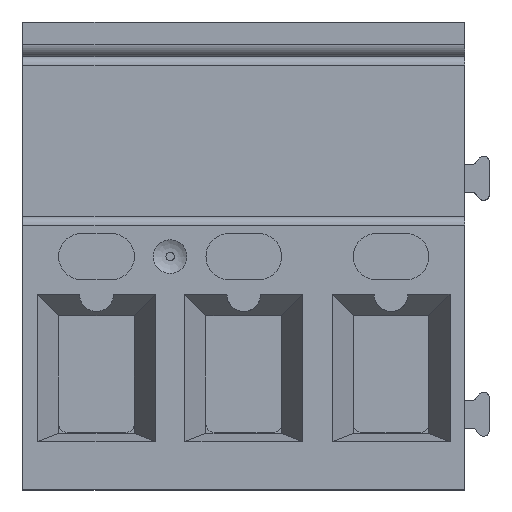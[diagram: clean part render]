
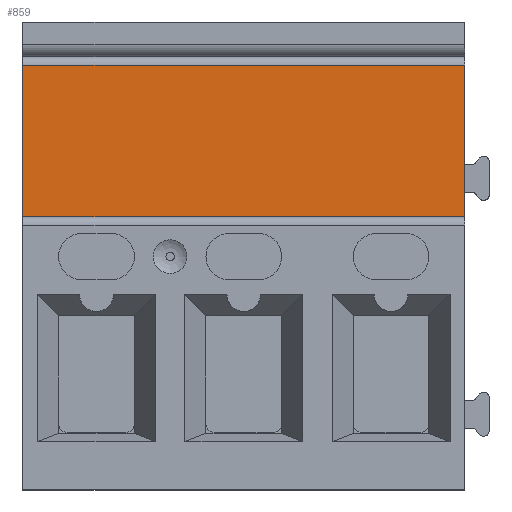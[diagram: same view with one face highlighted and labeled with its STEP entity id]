
A CAD part, top view. The second image highlights one B-rep face of the part: STEP entity #859.
In plain terms, the highlighted planar face has unit normal (0, 0, 1).
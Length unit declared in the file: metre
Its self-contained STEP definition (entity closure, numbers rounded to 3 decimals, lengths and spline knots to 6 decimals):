
#859=ADVANCED_FACE('',(#1968),#1969,.T.);
#1968=FACE_OUTER_BOUND('',#3477,.T.);
#1969=PLANE('',#3478);
#3477=EDGE_LOOP('',(#6126,#6127,#6128,#6129));
#3478=AXIS2_PLACEMENT_3D('',#6130,#6131,#6132);
#6126=ORIENTED_EDGE('',*,*,#9295,.T.);
#6127=ORIENTED_EDGE('',*,*,#9151,.F.);
#6128=ORIENTED_EDGE('',*,*,#9293,.F.);
#6129=ORIENTED_EDGE('',*,*,#9215,.F.);
#6130=CARTESIAN_POINT('',(6.743813,5.815861,0.404371));
#6131=DIRECTION('',(0.,0.,1.0));
#6132=DIRECTION('',(1.0,0.,0.0));
#9151=EDGE_CURVE('',#11184,#11186,#11187,.T.);
#9215=EDGE_CURVE('',#11291,#11293,#11294,.T.);
#9293=EDGE_CURVE('',#11293,#11184,#11410,.T.);
#9295=EDGE_CURVE('',#11291,#11186,#11412,.T.);
#11184=VERTEX_POINT('',#14209);
#11186=VERTEX_POINT('',#14212);
#11187=LINE('',#14213,#14214);
#11291=VERTEX_POINT('',#14391);
#11293=VERTEX_POINT('',#14393);
#11294=LINE('',#14394,#14395);
#11410=LINE('',#14557,#14558);
#11412=LINE('',#14560,#14561);
#14209=CARTESIAN_POINT('',(6.754313,5.811561,0.404371));
#14212=CARTESIAN_POINT('',(6.754313,5.815161,0.404371));
#14213=CARTESIAN_POINT('',(6.754313,5.810661,0.404371));
#14214=VECTOR('',#16442,1.0);
#14391=CARTESIAN_POINT('',(6.764813,5.815161,0.404371));
#14393=CARTESIAN_POINT('',(6.764813,5.811561,0.404371));
#14394=CARTESIAN_POINT('',(6.764813,5.810661,0.404371));
#14395=VECTOR('',#16498,1.0);
#14557=CARTESIAN_POINT('',(6.764813,5.811561,0.404371));
#14558=VECTOR('',#16578,1.0);
#14560=CARTESIAN_POINT('',(6.756063,5.815161,0.404371));
#14561=VECTOR('',#16579,1.0);
#16442=DIRECTION('',(0.,1.0,0.0));
#16498=DIRECTION('',(0.,-1.0,0.0));
#16578=DIRECTION('',(-1.0,0.,0.));
#16579=DIRECTION('',(-1.0,0.,0.));
